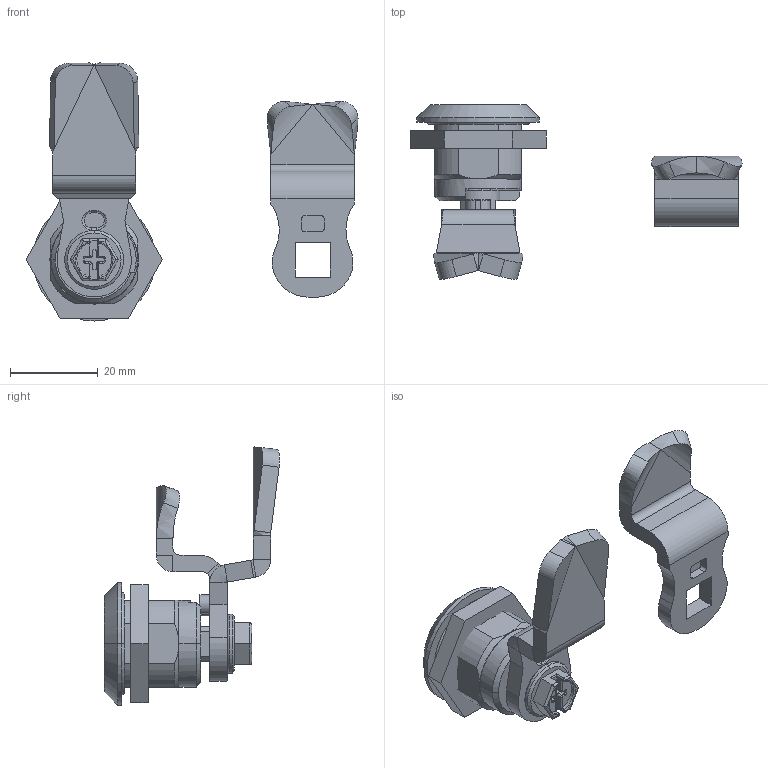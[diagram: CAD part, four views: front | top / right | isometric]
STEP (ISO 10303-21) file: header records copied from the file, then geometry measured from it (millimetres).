
FILE_DESCRIPTION (( 'STEP AP214' ), '1' );
FILE_NAME ('SCE-DL5MDB.STEP', '2022-07-22T12:28:03', ( '' ), ( '' ), 'SwSTEP 2.0', 'SolidWorks 2021', '' );
FILE_SCHEMA (( 'AUTOMOTIVE_DESIGN' ));
Length unit declared in the file: inch
Products named in the file (1): SCE-DL5MDB
Bounding box: 75.89 x 40.01 x 58.99 mm (x, y, z)
Volume: 16121.1 mm3; surface area: 12675.9 mm2
Topology: 8 solids, 8 shells, 325 faces, 783 edges, 481 vertices
Faces by surface type: plane 142, cylinder 118, bspline 23, torus 22, cone 16, sphere 4
Full cylindrical faces by diameter (mm): 20.29 x1
Entity records: 13351 total; most frequent: CARTESIAN_POINT 5736, ORIENTED_EDGE 1560, DIRECTION 1546, EDGE_CURVE 780, AXIS2_PLACEMENT_3D 557, VERTEX_POINT 481, VECTOR 432, LINE 432
